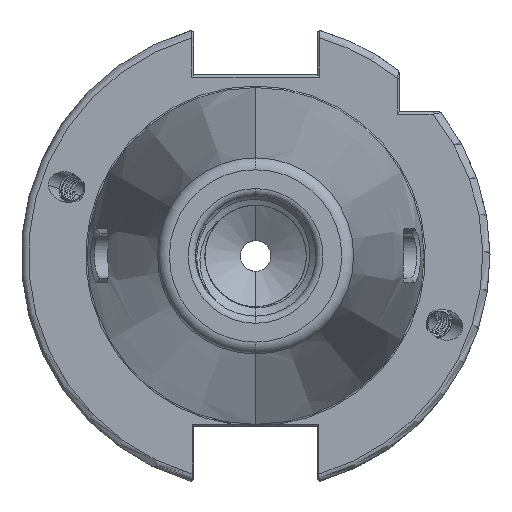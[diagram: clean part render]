
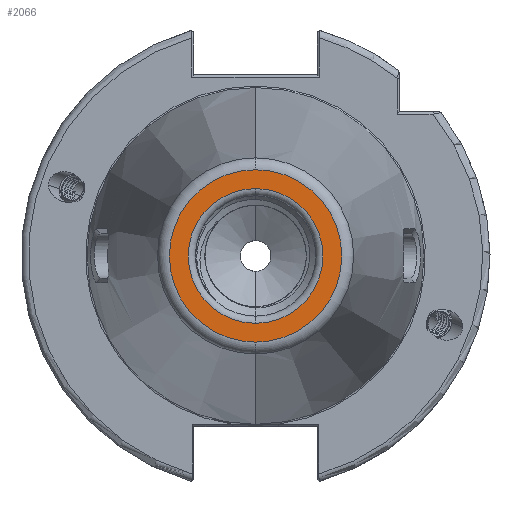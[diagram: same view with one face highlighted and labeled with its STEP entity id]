
A CAD part, left-side view. The second image highlights one B-rep face of the part: STEP entity #2066.
In plain terms, the highlighted planar face has unit normal (-1, 0, 0).
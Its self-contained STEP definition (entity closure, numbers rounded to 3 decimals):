
#2066 = ADVANCED_FACE ( 'NONE', ( #3007, #3003 ), #8473, .F. ) ;
#2572 = CARTESIAN_POINT ( 'NONE',  ( -104.95, 0., -14.01 ) ) ;
#2595 = CARTESIAN_POINT ( 'NONE',  ( -104.95, 0., -17.925 ) ) ;
#2601 = CARTESIAN_POINT ( 'NONE',  ( -104.95, 0., 14.01 ) ) ;
#2674 = CARTESIAN_POINT ( 'NONE',  ( -104.95, 0., 17.925 ) ) ;
#3003 = FACE_OUTER_BOUND ( 'NONE', #13895, .T. ) ;
#3007 = FACE_BOUND ( 'NONE', #13859, .T. ) ;
#3550 = VERTEX_POINT ( 'NONE', #2572 ) ;
#3582 = VERTEX_POINT ( 'NONE', #2601 ) ;
#3607 = VERTEX_POINT ( 'NONE', #2595 ) ;
#3620 = VERTEX_POINT ( 'NONE', #2674 ) ;
#4923 = AXIS2_PLACEMENT_3D ( 'NONE', #15303, #15271, #15298 ) ;
#4925 = AXIS2_PLACEMENT_3D ( 'NONE', #14452, #14469, #14449 ) ;
#4971 = AXIS2_PLACEMENT_3D ( 'NONE', #11279, #11313, #11291 ) ;
#5061 = AXIS2_PLACEMENT_3D ( 'NONE', #16780, #16777, #16804 ) ;
#5254 = CIRCLE ( 'NONE', #4925, 14.01 ) ;
#5365 = CIRCLE ( 'NONE', #4923, 17.925 ) ;
#5433 = CIRCLE ( 'NONE', #4971, 14.01 ) ;
#5728 = CIRCLE ( 'NONE', #5061, 17.925 ) ;
#8462 = DIRECTION ( 'NONE',  ( 1., 0., 0. ) ) ;
#8473 = PLANE ( 'NONE',  #20929 ) ;
#8491 = DIRECTION ( 'NONE',  ( 0., 0., -1. ) ) ;
#8504 = CARTESIAN_POINT ( 'NONE',  ( -104.95, 0., 0. ) ) ;
#11279 = CARTESIAN_POINT ( 'NONE',  ( -104.95, 0., 0. ) ) ;
#11291 = DIRECTION ( 'NONE',  ( 0., 0., -1. ) ) ;
#11313 = DIRECTION ( 'NONE',  ( 1., 0., 0. ) ) ;
#13859 = EDGE_LOOP ( 'NONE', ( #14103, #14069 ) ) ;
#13895 = EDGE_LOOP ( 'NONE', ( #14075, #14045 ) ) ;
#14045 = ORIENTED_EDGE ( 'NONE', *, *, #20812, .T. ) ;
#14069 = ORIENTED_EDGE ( 'NONE', *, *, #20708, .T. ) ;
#14075 = ORIENTED_EDGE ( 'NONE', *, *, #21209, .T. ) ;
#14103 = ORIENTED_EDGE ( 'NONE', *, *, #20862, .T. ) ;
#14449 = DIRECTION ( 'NONE',  ( 0., 0., -1. ) ) ;
#14452 = CARTESIAN_POINT ( 'NONE',  ( -104.95, 0., 0. ) ) ;
#14469 = DIRECTION ( 'NONE',  ( 1., 0., 0. ) ) ;
#15271 = DIRECTION ( 'NONE',  ( -1., 0., 0. ) ) ;
#15298 = DIRECTION ( 'NONE',  ( 0., 0., -1. ) ) ;
#15303 = CARTESIAN_POINT ( 'NONE',  ( -104.95, 0., 0. ) ) ;
#16777 = DIRECTION ( 'NONE',  ( -1., 0., 0. ) ) ;
#16780 = CARTESIAN_POINT ( 'NONE',  ( -104.95, 0., 0. ) ) ;
#16804 = DIRECTION ( 'NONE',  ( 0., 0., -1. ) ) ;
#20708 = EDGE_CURVE ( 'NONE', #3582, #3550, #5254, .T. ) ;
#20812 = EDGE_CURVE ( 'NONE', #3620, #3607, #5365, .T. ) ;
#20862 = EDGE_CURVE ( 'NONE', #3550, #3582, #5433, .T. ) ;
#20929 = AXIS2_PLACEMENT_3D ( 'NONE', #8504, #8462, #8491 ) ;
#21209 = EDGE_CURVE ( 'NONE', #3607, #3620, #5728, .T. ) ;
